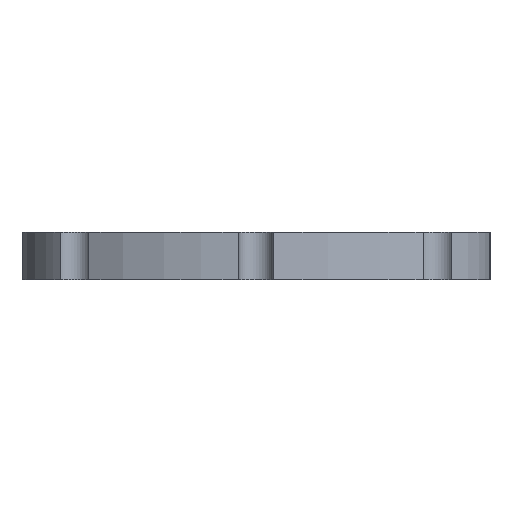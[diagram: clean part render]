
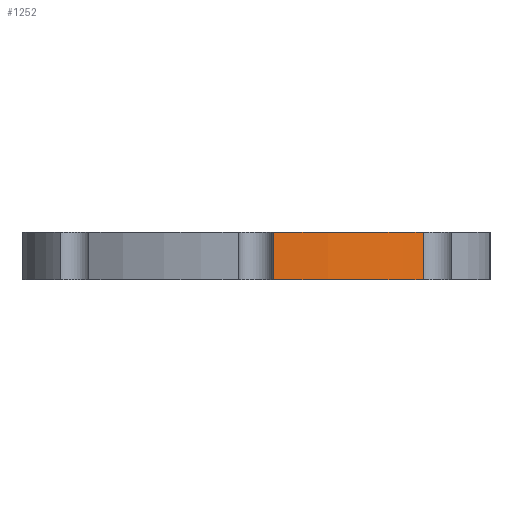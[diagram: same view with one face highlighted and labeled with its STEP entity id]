
A CAD part, front view. The second image highlights one B-rep face of the part: STEP entity #1252.
In plain terms, the highlighted free-form (B-spline) face has degree [3, 1] with [4, 2] control points.
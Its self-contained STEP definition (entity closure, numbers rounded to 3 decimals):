
#54 =( BOUNDED_SURFACE ( )  B_SPLINE_SURFACE ( 3, 1, ( 
 ( #286, #681 ),
 ( #1080, #193 ),
 ( #583, #1184 ),
 ( #424, #718 ) ),
 .UNSPECIFIED., .F., .F., .F. ) 
 B_SPLINE_SURFACE_WITH_KNOTS ( ( 4, 4 ),
 ( 2, 2 ),
 ( 0., 1. ),
 ( 0., 1. ),
 .UNSPECIFIED. ) 
 GEOMETRIC_REPRESENTATION_ITEM ( )  RATIONAL_B_SPLINE_SURFACE ( (
 ( 1., 1.),
 ( 0.958, 0.958),
 ( 0.958, 0.958),
 ( 1., 1.) ) ) 
 REPRESENTATION_ITEM ( '' )  SURFACE ( )  );
#193 = CARTESIAN_POINT ( 'NONE',  ( 6.358, -70.737, 0. ) ) ;
#211 = CARTESIAN_POINT ( 'NONE',  ( 6.358, -70.737, 0. ) ) ;
#244 = CARTESIAN_POINT ( 'NONE',  ( 14.21, -67.297, 0. ) ) ;
#261 = LINE ( 'NONE', #968, #510 ) ;
#286 = CARTESIAN_POINT ( 'NONE',  ( 1.5, -70.965, 4. ) ) ;
#344 = CARTESIAN_POINT ( 'NONE',  ( 1.5, -70.965, 4. ) ) ;
#424 = CARTESIAN_POINT ( 'NONE',  ( 14.21, -67.297, 4. ) ) ;
#425 = ORIENTED_EDGE ( 'NONE', *, *, #559, .F. ) ;
#430 = EDGE_CURVE ( 'NONE', #716, #1120, #550, .T. ) ;
#452 = CARTESIAN_POINT ( 'NONE',  ( 1.5, -70.965, 4. ) ) ;
#510 = VECTOR ( 'NONE', #541, 1000. ) ;
#541 = DIRECTION ( 'NONE',  ( 0., 0., -1. ) ) ;
#550 = LINE ( 'NONE', #452, #1009 ) ;
#559 = EDGE_CURVE ( 'NONE', #716, #785, #1106, .T. ) ;
#577 = FACE_OUTER_BOUND ( 'NONE', #927, .T. ) ;
#583 = CARTESIAN_POINT ( 'NONE',  ( 10.781, -69.46, 4. ) ) ;
#629 = ORIENTED_EDGE ( 'NONE', *, *, #717, .F. ) ;
#650 = EDGE_CURVE ( 'NONE', #1120, #999, #1068, .T. ) ;
#671 = CARTESIAN_POINT ( 'NONE',  ( 14.21, -67.297, 0. ) ) ;
#681 = CARTESIAN_POINT ( 'NONE',  ( 1.5, -70.965, 0. ) ) ;
#704 = ORIENTED_EDGE ( 'NONE', *, *, #650, .T. ) ;
#709 = CARTESIAN_POINT ( 'NONE',  ( 1.5, -70.965, 0. ) ) ;
#716 = VERTEX_POINT ( 'NONE', #344 ) ;
#717 = EDGE_CURVE ( 'NONE', #785, #999, #261, .T. ) ;
#718 = CARTESIAN_POINT ( 'NONE',  ( 14.21, -67.297, 0. ) ) ;
#785 = VERTEX_POINT ( 'NONE', #1043 ) ;
#900 = CARTESIAN_POINT ( 'NONE',  ( 10.781, -69.46, 4. ) ) ;
#927 = EDGE_LOOP ( 'NONE', ( #704, #629, #425, #1126 ) ) ;
#955 = DIRECTION ( 'NONE',  ( 0., 0., -1. ) ) ;
#968 = CARTESIAN_POINT ( 'NONE',  ( 14.21, -67.297, 4. ) ) ;
#999 = VERTEX_POINT ( 'NONE', #244 ) ;
#1001 = CARTESIAN_POINT ( 'NONE',  ( 10.781, -69.46, 0. ) ) ;
#1009 = VECTOR ( 'NONE', #955, 1000. ) ;
#1043 = CARTESIAN_POINT ( 'NONE',  ( 14.21, -67.297, 4. ) ) ;
#1068 =( BOUNDED_CURVE ( )  B_SPLINE_CURVE ( 3, ( #709, #211, #1001, #671 ),
 .UNSPECIFIED., .F., .T. ) 
 B_SPLINE_CURVE_WITH_KNOTS ( ( 4, 4 ),
 ( 1.646, 2.361 ),
 .UNSPECIFIED. ) 
 CURVE ( )  GEOMETRIC_REPRESENTATION_ITEM ( )  RATIONAL_B_SPLINE_CURVE ( ( 1., 0.958, 0.958, 1. ) ) 
 REPRESENTATION_ITEM ( '' )  );
#1080 = CARTESIAN_POINT ( 'NONE',  ( 6.358, -70.737, 4. ) ) ;
#1085 = CARTESIAN_POINT ( 'NONE',  ( 1.5, -70.965, 0. ) ) ;
#1099 = CARTESIAN_POINT ( 'NONE',  ( 14.21, -67.297, 4. ) ) ;
#1106 =( BOUNDED_CURVE ( )  B_SPLINE_CURVE ( 3, ( #1179, #1279, #900, #1099 ),
 .UNSPECIFIED., .F., .T. ) 
 B_SPLINE_CURVE_WITH_KNOTS ( ( 4, 4 ),
 ( 1.646, 2.361 ),
 .UNSPECIFIED. ) 
 CURVE ( )  GEOMETRIC_REPRESENTATION_ITEM ( )  RATIONAL_B_SPLINE_CURVE ( ( 1., 0.958, 0.958, 1. ) ) 
 REPRESENTATION_ITEM ( '' )  );
#1120 = VERTEX_POINT ( 'NONE', #1085 ) ;
#1126 = ORIENTED_EDGE ( 'NONE', *, *, #430, .T. ) ;
#1179 = CARTESIAN_POINT ( 'NONE',  ( 1.5, -70.965, 4. ) ) ;
#1184 = CARTESIAN_POINT ( 'NONE',  ( 10.781, -69.46, 0. ) ) ;
#1252 = ADVANCED_FACE ( 'NONE', ( #577 ), #54, .F. ) ;
#1279 = CARTESIAN_POINT ( 'NONE',  ( 6.358, -70.737, 4. ) ) ;
